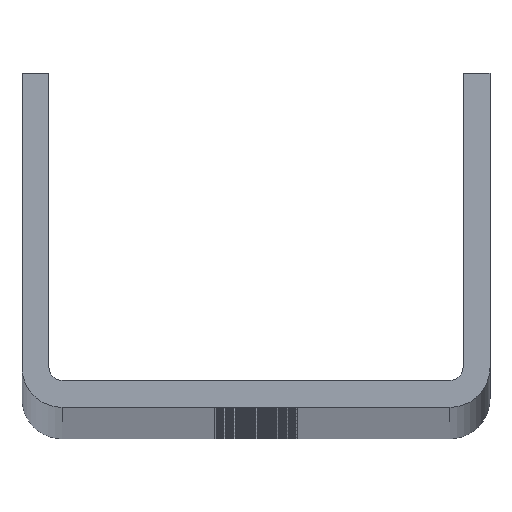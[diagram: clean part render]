
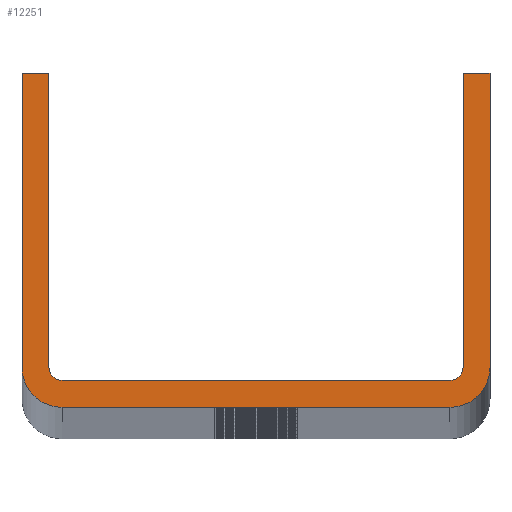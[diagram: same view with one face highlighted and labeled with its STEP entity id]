
A CAD part, top view. The second image highlights one B-rep face of the part: STEP entity #12251.
In plain terms, the highlighted planar face has unit normal (0, 0, 1).
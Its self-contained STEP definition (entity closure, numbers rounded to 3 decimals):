
#223 = ORIENTED_EDGE ( 'NONE', *, *, #26257, .T. ) ;
#479 = DIRECTION ( 'NONE',  ( 1., 0., 0. ) ) ;
#614 = DIRECTION ( 'NONE',  ( 1., 0., 0. ) ) ;
#944 = DIRECTION ( 'NONE',  ( 0., 0., 1. ) ) ;
#2148 = PLANE ( 'NONE',  #18253 ) ;
#2370 = VECTOR ( 'NONE', #26599, 1000. ) ;
#2727 = CARTESIAN_POINT ( 'NONE',  ( -35., 50., 2700. ) ) ;
#3476 = ORIENTED_EDGE ( 'NONE', *, *, #26985, .F. ) ;
#3884 = AXIS2_PLACEMENT_3D ( 'NONE', #20868, #944, #5323 ) ;
#4137 = CARTESIAN_POINT ( 'NONE',  ( -31., 50., 2700. ) ) ;
#4408 = EDGE_CURVE ( 'NONE', #14352, #27355, #13337, .T. ) ;
#4494 = DIRECTION ( 'NONE',  ( 0., -1., 0. ) ) ;
#5323 = DIRECTION ( 'NONE',  ( 1., 0., 0. ) ) ;
#6945 = EDGE_CURVE ( 'NONE', #10855, #8783, #28443, .T. ) ;
#7317 = DIRECTION ( 'NONE',  ( 0., 0., 1. ) ) ;
#7621 = CARTESIAN_POINT ( 'NONE',  ( -29., 6., 2700. ) ) ;
#7819 = DIRECTION ( 'NONE',  ( 0., 1., 0. ) ) ;
#8366 = DIRECTION ( 'NONE',  ( 0., 1., 0. ) ) ;
#8372 = VERTEX_POINT ( 'NONE', #24679 ) ;
#8389 = CARTESIAN_POINT ( 'NONE',  ( -29., 6., 2700. ) ) ;
#8532 = CARTESIAN_POINT ( 'NONE',  ( -35., 6., 2700. ) ) ;
#8598 = ORIENTED_EDGE ( 'NONE', *, *, #28321, .F. ) ;
#8632 = EDGE_CURVE ( 'NONE', #11926, #25556, #21608, .T. ) ;
#8686 = DIRECTION ( 'NONE',  ( 0., 0., 1. ) ) ;
#8783 = VERTEX_POINT ( 'NONE', #20534 ) ;
#8832 = DIRECTION ( 'NONE',  ( 1., 0., 0. ) ) ;
#9095 = DIRECTION ( 'NONE',  ( 0., -1., 0. ) ) ;
#9415 = ORIENTED_EDGE ( 'NONE', *, *, #4408, .T. ) ;
#9580 = CARTESIAN_POINT ( 'NONE',  ( 35., 50., 2700. ) ) ;
#9672 = CARTESIAN_POINT ( 'NONE',  ( -29., 0., 2700. ) ) ;
#9939 = CIRCLE ( 'NONE', #27597, 2. ) ;
#10293 = CARTESIAN_POINT ( 'NONE',  ( 31., 50., 2700. ) ) ;
#10855 = VERTEX_POINT ( 'NONE', #17383 ) ;
#11090 = CIRCLE ( 'NONE', #21298, 2. ) ;
#11332 = CIRCLE ( 'NONE', #3884, 6. ) ;
#11367 = CARTESIAN_POINT ( 'NONE',  ( 29., 0., 2700. ) ) ;
#11864 = DIRECTION ( 'NONE',  ( 1., 0., 0. ) ) ;
#11926 = VERTEX_POINT ( 'NONE', #13675 ) ;
#12251 = ADVANCED_FACE ( 'NONE', ( #15387 ), #2148, .T. ) ;
#12329 = LINE ( 'NONE', #10293, #20116 ) ;
#13337 = CIRCLE ( 'NONE', #28667, 6. ) ;
#13675 = CARTESIAN_POINT ( 'NONE',  ( 31., 6., 2700. ) ) ;
#13819 = ORIENTED_EDGE ( 'NONE', *, *, #24242, .F. ) ;
#13968 = CARTESIAN_POINT ( 'NONE',  ( 29., 4., 2700. ) ) ;
#14088 = CARTESIAN_POINT ( 'NONE',  ( 35., 6., 2700. ) ) ;
#14338 = LINE ( 'NONE', #23203, #16211 ) ;
#14352 = VERTEX_POINT ( 'NONE', #8532 ) ;
#15386 = EDGE_CURVE ( 'NONE', #8372, #17144, #16977, .T. ) ;
#15387 = FACE_OUTER_BOUND ( 'NONE', #18062, .T. ) ;
#15403 = CARTESIAN_POINT ( 'NONE',  ( -29., 4., 2700. ) ) ;
#16173 = VECTOR ( 'NONE', #8366, 1000. ) ;
#16211 = VECTOR ( 'NONE', #25671, 1000. ) ;
#16977 = LINE ( 'NONE', #14088, #21381 ) ;
#17012 = CARTESIAN_POINT ( 'NONE',  ( -29., 4., 2700. ) ) ;
#17144 = VERTEX_POINT ( 'NONE', #9580 ) ;
#17383 = CARTESIAN_POINT ( 'NONE',  ( -31., 50., 2700. ) ) ;
#17575 = LINE ( 'NONE', #15403, #2370 ) ;
#17706 = DIRECTION ( 'NONE',  ( 0., 0., 1. ) ) ;
#18062 = EDGE_LOOP ( 'NONE', ( #26143, #3476, #26205, #19360, #13819, #8598, #22192, #26941, #24803, #9415, #19633, #223 ) ) ;
#18071 = VECTOR ( 'NONE', #9095, 1000. ) ;
#18253 = AXIS2_PLACEMENT_3D ( 'NONE', #24535, #17706, #26736 ) ;
#19360 = ORIENTED_EDGE ( 'NONE', *, *, #26231, .F. ) ;
#19617 = VECTOR ( 'NONE', #614, 1000. ) ;
#19633 = ORIENTED_EDGE ( 'NONE', *, *, #28679, .T. ) ;
#20116 = VECTOR ( 'NONE', #23382, 1000. ) ;
#20119 = CARTESIAN_POINT ( 'NONE',  ( -35., 50., 2700. ) ) ;
#20165 = DIRECTION ( 'NONE',  ( 0., 0., 1. ) ) ;
#20534 = CARTESIAN_POINT ( 'NONE',  ( -31., 6., 2700. ) ) ;
#20589 = CARTESIAN_POINT ( 'NONE',  ( 29., 6., 2700. ) ) ;
#20823 = VERTEX_POINT ( 'NONE', #17012 ) ;
#20868 = CARTESIAN_POINT ( 'NONE',  ( 29., 6., 2700. ) ) ;
#21298 = AXIS2_PLACEMENT_3D ( 'NONE', #8389, #8686, #8832 ) ;
#21381 = VECTOR ( 'NONE', #7819, 1000. ) ;
#21608 = LINE ( 'NONE', #24217, #16173 ) ;
#22192 = ORIENTED_EDGE ( 'NONE', *, *, #6945, .F. ) ;
#22441 = LINE ( 'NONE', #20119, #19617 ) ;
#23203 = CARTESIAN_POINT ( 'NONE',  ( -29., 0., 2700. ) ) ;
#23382 = DIRECTION ( 'NONE',  ( 1., 0., 0. ) ) ;
#24008 = CARTESIAN_POINT ( 'NONE',  ( 31., 50., 2700. ) ) ;
#24029 = VERTEX_POINT ( 'NONE', #13968 ) ;
#24217 = CARTESIAN_POINT ( 'NONE',  ( 31., 6., 2700. ) ) ;
#24242 = EDGE_CURVE ( 'NONE', #20823, #24029, #17575, .T. ) ;
#24376 = VERTEX_POINT ( 'NONE', #2727 ) ;
#24535 = CARTESIAN_POINT ( 'NONE',  ( 29., 6., 2700. ) ) ;
#24679 = CARTESIAN_POINT ( 'NONE',  ( 35., 6., 2700. ) ) ;
#24803 = ORIENTED_EDGE ( 'NONE', *, *, #26756, .T. ) ;
#25239 = EDGE_CURVE ( 'NONE', #24376, #10855, #22441, .T. ) ;
#25556 = VERTEX_POINT ( 'NONE', #24008 ) ;
#25671 = DIRECTION ( 'NONE',  ( 1., 0., 0. ) ) ;
#25685 = VERTEX_POINT ( 'NONE', #11367 ) ;
#26143 = ORIENTED_EDGE ( 'NONE', *, *, #15386, .T. ) ;
#26205 = ORIENTED_EDGE ( 'NONE', *, *, #8632, .F. ) ;
#26231 = EDGE_CURVE ( 'NONE', #24029, #11926, #9939, .T. ) ;
#26257 = EDGE_CURVE ( 'NONE', #25685, #8372, #11332, .T. ) ;
#26310 = CARTESIAN_POINT ( 'NONE',  ( -35., 50., 2700. ) ) ;
#26599 = DIRECTION ( 'NONE',  ( 1., 0., 0. ) ) ;
#26736 = DIRECTION ( 'NONE',  ( 1., 0., 0. ) ) ;
#26756 = EDGE_CURVE ( 'NONE', #24376, #14352, #28512, .T. ) ;
#26941 = ORIENTED_EDGE ( 'NONE', *, *, #25239, .F. ) ;
#26985 = EDGE_CURVE ( 'NONE', #25556, #17144, #12329, .T. ) ;
#27355 = VERTEX_POINT ( 'NONE', #9672 ) ;
#27597 = AXIS2_PLACEMENT_3D ( 'NONE', #20589, #20165, #11864 ) ;
#28321 = EDGE_CURVE ( 'NONE', #8783, #20823, #11090, .T. ) ;
#28443 = LINE ( 'NONE', #4137, #18071 ) ;
#28480 = VECTOR ( 'NONE', #4494, 1000. ) ;
#28512 = LINE ( 'NONE', #26310, #28480 ) ;
#28667 = AXIS2_PLACEMENT_3D ( 'NONE', #7621, #7317, #479 ) ;
#28679 = EDGE_CURVE ( 'NONE', #27355, #25685, #14338, .T. ) ;
